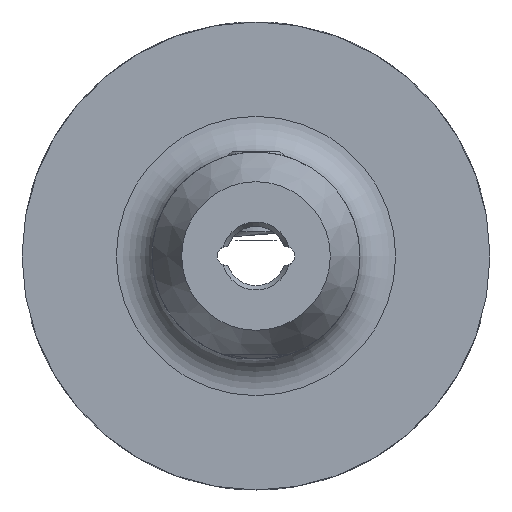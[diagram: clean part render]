
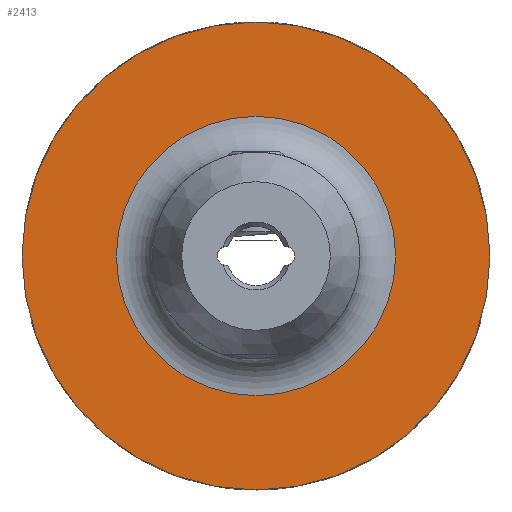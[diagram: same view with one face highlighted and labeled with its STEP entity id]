
A CAD part, left-side view. The second image highlights one B-rep face of the part: STEP entity #2413.
In plain terms, the highlighted planar face has unit normal (-1, 0, 0).
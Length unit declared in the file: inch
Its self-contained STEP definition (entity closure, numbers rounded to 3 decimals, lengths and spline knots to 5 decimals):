
#48=FACE_BOUND('',#433,.T.);
#114=PLANE('',#2677);
#289=FACE_OUTER_BOUND('',#432,.T.);
#432=EDGE_LOOP('',(#2132,#2133));
#433=EDGE_LOOP('',(#2134,#2135));
#759=CIRCLE('',#2477,1.24016);
#760=CIRCLE('',#2478,1.24016);
#856=CIRCLE('',#2675,0.74016);
#857=CIRCLE('',#2676,0.74016);
#908=VERTEX_POINT('',#3705);
#909=VERTEX_POINT('',#3707);
#1094=VERTEX_POINT('',#5451);
#1095=VERTEX_POINT('',#5453);
#1164=EDGE_CURVE('',#908,#909,#759,.T.);
#1165=EDGE_CURVE('',#909,#908,#760,.T.);
#1442=EDGE_CURVE('',#1095,#1094,#856,.T.);
#1443=EDGE_CURVE('',#1094,#1095,#857,.T.);
#2132=ORIENTED_EDGE('',*,*,#1165,.F.);
#2133=ORIENTED_EDGE('',*,*,#1164,.F.);
#2134=ORIENTED_EDGE('',*,*,#1442,.T.);
#2135=ORIENTED_EDGE('',*,*,#1443,.T.);
#2413=ADVANCED_FACE('',(#289,#48),#114,.T.);
#2477=AXIS2_PLACEMENT_3D('',#3708,#2786,#2787);
#2478=AXIS2_PLACEMENT_3D('',#3709,#2788,#2789);
#2675=AXIS2_PLACEMENT_3D('',#5454,#3265,#3266);
#2676=AXIS2_PLACEMENT_3D('',#5455,#3267,#3268);
#2677=AXIS2_PLACEMENT_3D('',#5456,#3269,#3270);
#2786=DIRECTION('center_axis',(1.,0.,0.));
#2787=DIRECTION('ref_axis',(0.,1.,0.));
#2788=DIRECTION('center_axis',(1.,0.,0.));
#2789=DIRECTION('ref_axis',(0.,1.,0.));
#3265=DIRECTION('center_axis',(1.,0.,0.));
#3266=DIRECTION('ref_axis',(0.,1.,0.));
#3267=DIRECTION('center_axis',(1.,0.,0.));
#3268=DIRECTION('ref_axis',(0.,1.,0.));
#3269=DIRECTION('center_axis',(-1.,0.,0.));
#3270=DIRECTION('ref_axis',(0.,0.,1.));
#3705=CARTESIAN_POINT('',(-0.86614,-1.24016,0.));
#3707=CARTESIAN_POINT('',(-0.86614,1.24016,0.));
#3708=CARTESIAN_POINT('Origin',(-0.86614,0.,
0.));
#3709=CARTESIAN_POINT('Origin',(-0.86614,0.,
0.));
#5451=CARTESIAN_POINT('',(-0.86614,0.,0.74016));
#5453=CARTESIAN_POINT('',(-0.86614,0.74016,0.));
#5454=CARTESIAN_POINT('Origin',(-0.86614,0.,
0.));
#5455=CARTESIAN_POINT('Origin',(-0.86614,0.,
0.));
#5456=CARTESIAN_POINT('Origin',(-0.86614,0.99016,0.));
